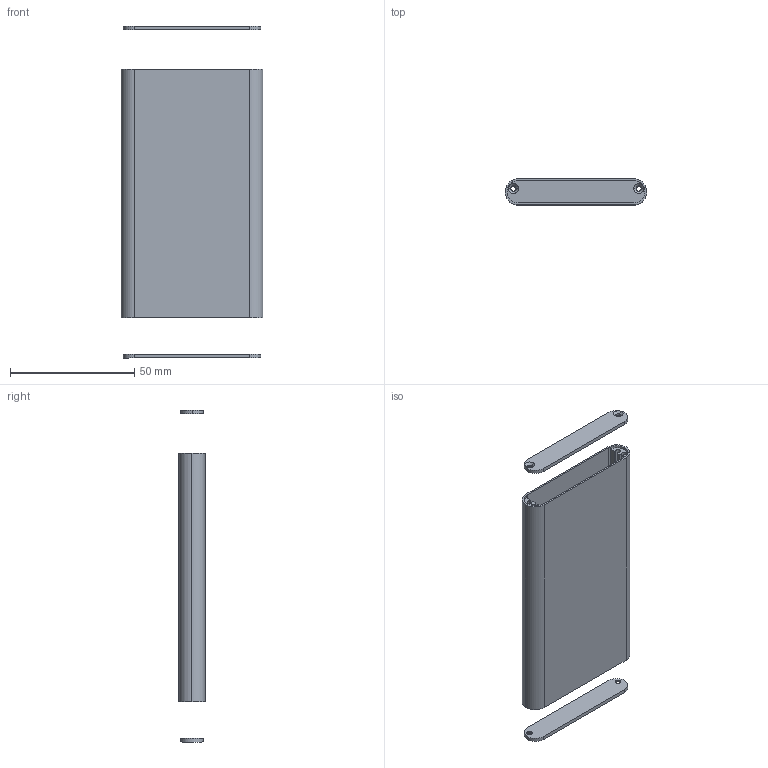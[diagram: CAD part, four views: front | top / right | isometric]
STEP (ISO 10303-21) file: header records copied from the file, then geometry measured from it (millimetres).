
FILE_DESCRIPTION (( 'STEP AP214' ), '1' );
FILE_NAME ('hbext9162.step', '2017-06-02T14:16:17', ( '' ), ( '' ), 'SwSTEP 2.0', 'SolidWorks 2017', '' );
FILE_SCHEMA (( 'AUTOMOTIVE_DESIGN' ));
Length unit declared in the file: inch
Products named in the file (3): hbext9162; EXT-9162 END PLATE; EXT-9162 EXTRUSION
Assembly tree (3 placements, depth 2):
  hbext9162
    EXT-9162 EXTRUSION
    EXT-9162 END PLATE  x2
Bounding box: 57 x 10.5 x 133.74 mm (x, y, z)
Volume: 14077.8 mm3; surface area: 28447.4 mm2
Topology: 3 solids, 3 shells, 89 faces, 233 edges, 150 vertices
Faces by surface type: cylinder 49, plane 32, cone 8
Entity records: 2478 total; most frequent: DIRECTION 446, CARTESIAN_POINT 406, ORIENTED_EDGE 396, EDGE_CURVE 198, AXIS2_PLACEMENT_3D 168, VERTEX_POINT 128, VECTOR 110, LINE 110
